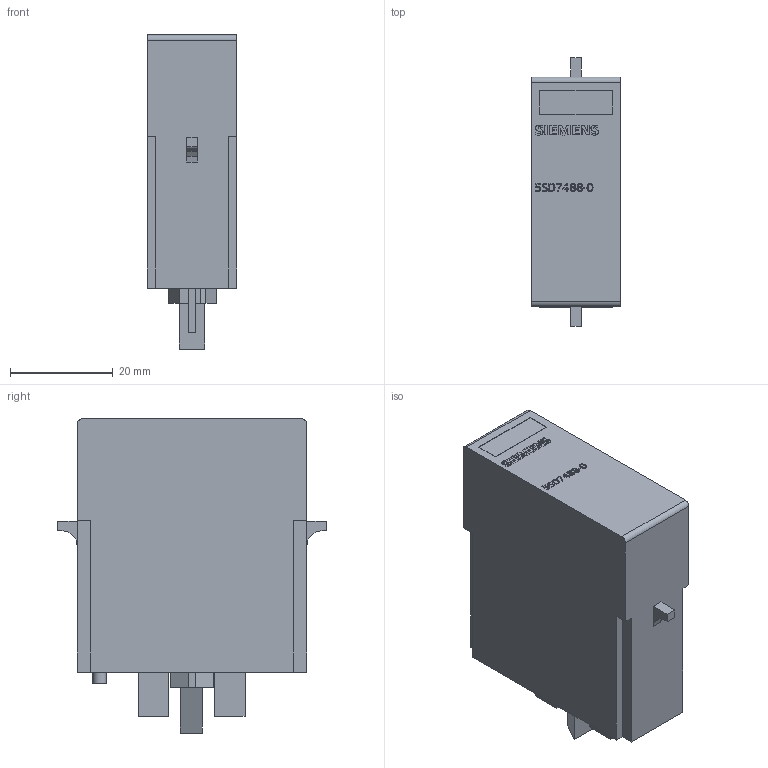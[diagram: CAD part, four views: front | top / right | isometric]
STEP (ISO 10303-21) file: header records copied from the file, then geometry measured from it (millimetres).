
FILE_DESCRIPTION(/* description */ (''),/* implementation_level */ '2;1');
FILE_NAME(/* name */ '5SD7488-0_v.stp',/* time_stamp */ '2023-03-23T14:28:30+01:00',/* author */ ('"(c) Siemens AG Smart Infrastructure"'),/* organization */ ('"(c) Siemens AG - Smart Infrastructure - EP"'),/* preprocessor_version */ 'ST-DEVELOPER v18.101',/* originating_system */ 'SIEMENS PLM Software NX 2008',/* authorisation */ '"Transmittal reproduction, dissemination and/or editing of this document as well as utilization of its contents and communication thereof to others without express authorization is prohibited. Offenders will be held liable for payment of damages. All rights created by patent grant or registration of a utility model or design patent are reserved."');
FILE_SCHEMA (('AUTOMOTIVE_DESIGN { 1 0 10303 214 3 1 1 1 }'));
Length unit declared in the file: millimetre
Products named in the file (1): model3
Bounding box: 17.5 x 52.4 x 61.3 mm (x, y, z)
Volume: 38618.4 mm3; surface area: 8280 mm2
Topology: 1 solids, 1 shells, 216 faces, 572 edges, 391 vertices
Faces by surface type: plane 179, extrusion 34, cylinder 3
Full cylindrical faces by diameter (mm): 2.6 x1
Entity records: 9474 total; most frequent: CARTESIAN_POINT 3433, ORIENTED_EDGE 1092, DIRECTION 714, EDGE_CURVE 546, VERTEX_POINT 366, VECTOR 326, B_SPLINE_CURVE_WITH_KNOTS 305, LINE 292
